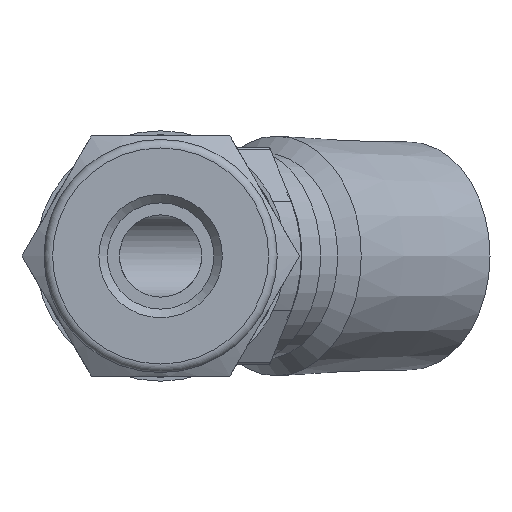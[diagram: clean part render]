
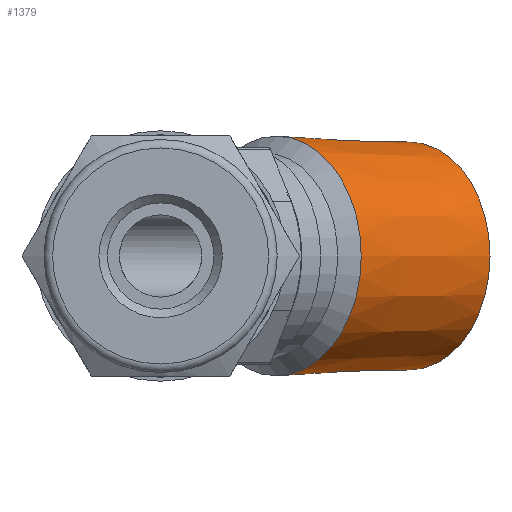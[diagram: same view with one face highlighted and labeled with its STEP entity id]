
A CAD part, left-side view. The second image highlights one B-rep face of the part: STEP entity #1379.
In plain terms, the highlighted conical face has half-angle 1.78 degrees and reference radius 6.817 mm.
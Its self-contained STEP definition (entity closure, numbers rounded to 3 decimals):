
#139=CIRCLE('',#1554,6.987);
#140=CIRCLE('',#1556,6.646);
#166=CONICAL_SURFACE('',#1555,6.817,0.031);
#248=FACE_OUTER_BOUND('',#343,.T.);
#343=EDGE_LOOP('',(#1242,#1243,#1244,#1245));
#428=LINE('',#2552,#509);
#509=VECTOR('',#1948,6.817);
#665=VERTEX_POINT('',#2546);
#666=VERTEX_POINT('',#2550);
#858=EDGE_CURVE('',#665,#665,#139,.T.);
#860=EDGE_CURVE('',#666,#666,#140,.T.);
#861=EDGE_CURVE('',#666,#665,#428,.T.);
#1242=ORIENTED_EDGE('',*,*,#860,.F.);
#1243=ORIENTED_EDGE('',*,*,#861,.T.);
#1244=ORIENTED_EDGE('',*,*,#858,.T.);
#1245=ORIENTED_EDGE('',*,*,#861,.F.);
#1379=ADVANCED_FACE('',(#248),#166,.T.);
#1554=AXIS2_PLACEMENT_3D('',#2547,#1941,#1942);
#1555=AXIS2_PLACEMENT_3D('',#2549,#1944,#1945);
#1556=AXIS2_PLACEMENT_3D('',#2551,#1946,#1947);
#1941=DIRECTION('center_axis',(0.707,-0.707,0.));
#1942=DIRECTION('ref_axis',(0.707,0.707,0.));
#1944=DIRECTION('center_axis',(-0.707,0.707,0.));
#1945=DIRECTION('ref_axis',(0.707,0.707,0.));
#1946=DIRECTION('center_axis',(0.707,-0.707,0.));
#1947=DIRECTION('ref_axis',(0.707,0.707,0.));
#1948=DIRECTION('',(-0.729,0.685,0.));
#2546=CARTESIAN_POINT('',(1.817,-11.698,0.));
#2547=CARTESIAN_POINT('Origin',(6.758,-6.758,0.));
#2549=CARTESIAN_POINT('Origin',(10.632,-10.632,0.));
#2550=CARTESIAN_POINT('',(9.807,-19.207,0.));
#2551=CARTESIAN_POINT('Origin',(14.507,-14.507,0.));
#2552=CARTESIAN_POINT('',(5.812,-15.452,0.));
